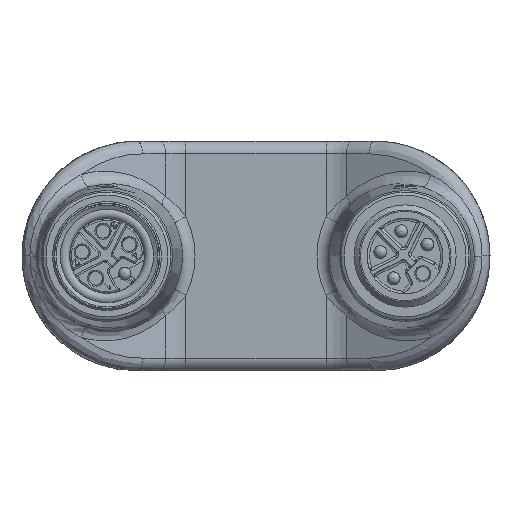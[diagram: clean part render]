
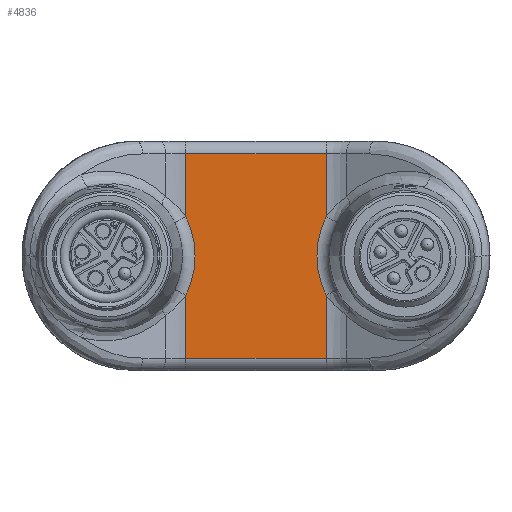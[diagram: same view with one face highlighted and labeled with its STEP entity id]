
A CAD part, left-side view. The second image highlights one B-rep face of the part: STEP entity #4836.
In plain terms, the highlighted planar face has unit normal (-1, 0, 0).
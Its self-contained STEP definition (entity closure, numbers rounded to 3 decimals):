
#555=PLANE('',#17434);
#1514=LINE('',#30203,#2579);
#1517=LINE('',#30221,#2582);
#1528=LINE('',#31898,#2593);
#1530=LINE('',#32066,#2595);
#1531=LINE('',#32068,#2596);
#1532=LINE('',#32070,#2597);
#2579=VECTOR('',#20824,1.);
#2582=VECTOR('',#20833,1.);
#2593=VECTOR('',#20900,1.);
#2595=VECTOR('',#20926,1.);
#2596=VECTOR('',#20927,1.);
#2597=VECTOR('',#20928,1.);
#4836=ADVANCED_FACE('',(#5792),#555,.F.);
#5792=FACE_OUTER_BOUND('',#6879,.T.);
#6879=EDGE_LOOP('',(#10628,#10629,#10630,#10631,#10632,#10633,#10634,#10635));
#10628=ORIENTED_EDGE('',*,*,#15024,.T.);
#10629=ORIENTED_EDGE('',*,*,#15025,.T.);
#10630=ORIENTED_EDGE('',*,*,#15026,.T.);
#10631=ORIENTED_EDGE('',*,*,#15027,.T.);
#10632=ORIENTED_EDGE('',*,*,#15028,.F.);
#10633=ORIENTED_EDGE('',*,*,#14959,.F.);
#10634=ORIENTED_EDGE('',*,*,#15017,.F.);
#10635=ORIENTED_EDGE('',*,*,#14953,.F.);
#12892=VERTEX_POINT('',#30201);
#12894=VERTEX_POINT('',#30204);
#12897=VERTEX_POINT('',#30216);
#12899=VERTEX_POINT('',#30220);
#12924=VERTEX_POINT('',#32065);
#12925=VERTEX_POINT('',#32067);
#12926=VERTEX_POINT('',#32069);
#12927=VERTEX_POINT('',#32071);
#14953=EDGE_CURVE('',#12892,#12894,#1514,.T.);
#14959=EDGE_CURVE('',#12899,#12897,#1517,.T.);
#15017=EDGE_CURVE('',#12894,#12899,#1528,.T.);
#15024=EDGE_CURVE('',#12892,#12924,#16116,.T.);
#15025=EDGE_CURVE('',#12924,#12925,#1530,.T.);
#15026=EDGE_CURVE('',#12925,#12926,#1531,.T.);
#15027=EDGE_CURVE('',#12926,#12927,#1532,.T.);
#15028=EDGE_CURVE('',#12897,#12927,#16117,.T.);
#16116=CIRCLE('',#17432,10.346);
#16117=CIRCLE('',#17433,10.346);
#17432=AXIS2_PLACEMENT_3D('',#32064,#20924,#20925);
#17433=AXIS2_PLACEMENT_3D('',#32072,#20929,#20930);
#17434=AXIS2_PLACEMENT_3D('',#32073,#20931,#20932);
#20824=DIRECTION('',(0.,0.,1.));
#20833=DIRECTION('',(0.,0.,-1.));
#20900=DIRECTION('',(0.,-1.,0.));
#20924=DIRECTION('',(1.,0.,0.));
#20925=DIRECTION('',(0.,0.896,0.444));
#20926=DIRECTION('',(0.,0.,-1.));
#20927=DIRECTION('',(0.,-1.,0.));
#20928=DIRECTION('',(0.,0.,1.));
#20929=DIRECTION('',(-1.,0.,0.));
#20930=DIRECTION('',(0.,-0.896,-0.444));
#20931=DIRECTION('',(1.,0.,0.));
#20932=DIRECTION('',(0.,1.,0.));
#30201=CARTESIAN_POINT('',(-20.4,8.229,4.592));
#30203=CARTESIAN_POINT('',(-20.4,8.229,-11.5));
#30204=CARTESIAN_POINT('',(-20.4,8.229,11.994));
#30216=CARTESIAN_POINT('',(-20.4,-8.229,4.592));
#30220=CARTESIAN_POINT('',(-20.4,-8.229,11.994));
#30221=CARTESIAN_POINT('',(-20.4,-8.229,-11.5));
#31898=CARTESIAN_POINT('',(-20.4,12.75,11.994));
#32064=CARTESIAN_POINT('',(-20.4,17.5,0.));
#32065=CARTESIAN_POINT('',(-20.4,8.229,-4.592));
#32066=CARTESIAN_POINT('',(-20.4,8.229,11.5));
#32067=CARTESIAN_POINT('',(-20.4,8.229,-11.994));
#32068=CARTESIAN_POINT('',(-20.4,12.75,-11.994));
#32069=CARTESIAN_POINT('',(-20.4,-8.229,-11.994));
#32070=CARTESIAN_POINT('',(-20.4,-8.229,11.5));
#32071=CARTESIAN_POINT('',(-20.4,-8.229,-4.592));
#32072=CARTESIAN_POINT('',(-20.4,-17.5,0.));
#32073=CARTESIAN_POINT('',(-20.4,25.5,11.5));
